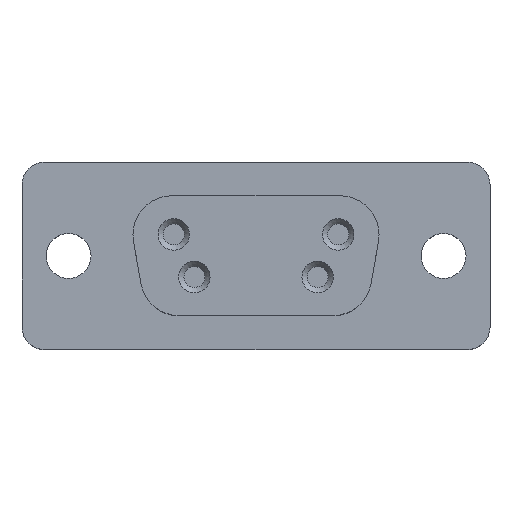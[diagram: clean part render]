
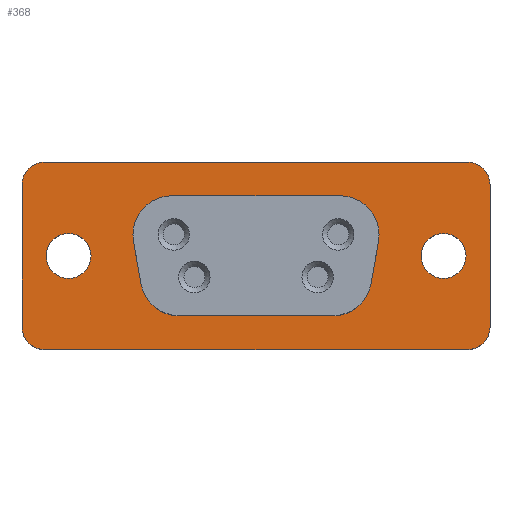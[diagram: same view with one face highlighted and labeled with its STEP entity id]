
A CAD part, top view. The second image highlights one B-rep face of the part: STEP entity #368.
In plain terms, the highlighted planar face has unit normal (0, 0, 1).
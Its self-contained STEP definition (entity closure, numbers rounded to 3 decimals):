
#232=LINE('',#1041,#264);
#237=LINE('',#1056,#269);
#241=LINE('',#1068,#273);
#245=LINE('',#1080,#277);
#252=LINE('',#1137,#284);
#256=LINE('',#1147,#288);
#259=LINE('',#1155,#291);
#262=LINE('',#1163,#294);
#264=VECTOR('',#868,1.);
#269=VECTOR('',#881,1.);
#273=VECTOR('',#893,1.);
#277=VECTOR('',#905,1.);
#284=VECTOR('',#968,1.);
#288=VECTOR('',#978,1.);
#291=VECTOR('',#987,1.);
#294=VECTOR('',#996,1.);
#325=FACE_BOUND('',#463,.T.);
#326=FACE_BOUND('',#464,.T.);
#327=FACE_BOUND('',#465,.T.);
#328=FACE_BOUND('',#466,.T.);
#368=ADVANCED_FACE('',(#325,#326,#327,#328),#389,.T.);
#389=PLANE('',#834);
#463=EDGE_LOOP('',(#575));
#464=EDGE_LOOP('',(#576));
#465=EDGE_LOOP('',(#577,#578,#579,#580,#581,#582,#583,#584));
#466=EDGE_LOOP('',(#585,#586,#587,#588,#589,#590,#591,#592));
#575=ORIENTED_EDGE('',*,*,#701,.F.);
#576=ORIENTED_EDGE('',*,*,#703,.F.);
#577=ORIENTED_EDGE('',*,*,#728,.F.);
#578=ORIENTED_EDGE('',*,*,#689,.F.);
#579=ORIENTED_EDGE('',*,*,#686,.F.);
#580=ORIENTED_EDGE('',*,*,#683,.F.);
#581=ORIENTED_EDGE('',*,*,#680,.F.);
#582=ORIENTED_EDGE('',*,*,#677,.F.);
#583=ORIENTED_EDGE('',*,*,#674,.F.);
#584=ORIENTED_EDGE('',*,*,#670,.F.);
#585=ORIENTED_EDGE('',*,*,#727,.F.);
#586=ORIENTED_EDGE('',*,*,#712,.F.);
#587=ORIENTED_EDGE('',*,*,#715,.F.);
#588=ORIENTED_EDGE('',*,*,#717,.F.);
#589=ORIENTED_EDGE('',*,*,#719,.F.);
#590=ORIENTED_EDGE('',*,*,#721,.F.);
#591=ORIENTED_EDGE('',*,*,#723,.F.);
#592=ORIENTED_EDGE('',*,*,#725,.F.);
#618=VERTEX_POINT('',#1042);
#619=VERTEX_POINT('',#1043);
#622=VERTEX_POINT('',#1051);
#624=VERTEX_POINT('',#1057);
#626=VERTEX_POINT('',#1063);
#628=VERTEX_POINT('',#1069);
#630=VERTEX_POINT('',#1075);
#632=VERTEX_POINT('',#1081);
#643=VERTEX_POINT('',#1113);
#645=VERTEX_POINT('',#1118);
#654=VERTEX_POINT('',#1138);
#655=VERTEX_POINT('',#1139);
#656=VERTEX_POINT('',#1144);
#657=VERTEX_POINT('',#1148);
#658=VERTEX_POINT('',#1152);
#659=VERTEX_POINT('',#1156);
#660=VERTEX_POINT('',#1160);
#661=VERTEX_POINT('',#1164);
#670=EDGE_CURVE('',#618,#619,#232,.T.);
#674=EDGE_CURVE('',#619,#622,#738,.T.);
#677=EDGE_CURVE('',#622,#624,#237,.T.);
#680=EDGE_CURVE('',#624,#626,#740,.T.);
#683=EDGE_CURVE('',#626,#628,#241,.T.);
#686=EDGE_CURVE('',#628,#630,#742,.T.);
#689=EDGE_CURVE('',#630,#632,#245,.T.);
#701=EDGE_CURVE('',#643,#643,#753,.T.);
#703=EDGE_CURVE('',#645,#645,#755,.T.);
#712=EDGE_CURVE('',#654,#655,#252,.T.);
#715=EDGE_CURVE('',#656,#654,#760,.T.);
#717=EDGE_CURVE('',#657,#656,#256,.T.);
#719=EDGE_CURVE('',#658,#657,#761,.T.);
#721=EDGE_CURVE('',#659,#658,#259,.T.);
#723=EDGE_CURVE('',#660,#659,#762,.T.);
#725=EDGE_CURVE('',#661,#660,#262,.T.);
#727=EDGE_CURVE('',#655,#661,#763,.T.);
#728=EDGE_CURVE('',#632,#618,#764,.T.);
#738=CIRCLE('',#782,2.6);
#740=CIRCLE('',#786,2.6);
#742=CIRCLE('',#790,2.6);
#753=CIRCLE('',#811,1.5);
#755=CIRCLE('',#814,1.5);
#760=CIRCLE('',#822,1.5);
#761=CIRCLE('',#825,1.5);
#762=CIRCLE('',#828,1.5);
#763=CIRCLE('',#831,1.5);
#764=CIRCLE('',#833,2.6);
#782=AXIS2_PLACEMENT_3D('',#1050,#874,#875);
#786=AXIS2_PLACEMENT_3D('',#1062,#886,#887);
#790=AXIS2_PLACEMENT_3D('',#1074,#898,#899);
#811=AXIS2_PLACEMENT_3D('',#1112,#944,#945);
#814=AXIS2_PLACEMENT_3D('',#1117,#950,#951);
#822=AXIS2_PLACEMENT_3D('',#1143,#973,#974);
#825=AXIS2_PLACEMENT_3D('',#1151,#982,#983);
#828=AXIS2_PLACEMENT_3D('',#1159,#991,#992);
#831=AXIS2_PLACEMENT_3D('',#1167,#1000,#1001);
#833=AXIS2_PLACEMENT_3D('',#1169,#1004,#1005);
#834=AXIS2_PLACEMENT_3D('',#1170,#1006,#1007);
#868=DIRECTION('',(0.174,-0.985,0.));
#874=DIRECTION('',(0.,0.,1.));
#875=DIRECTION('',(-0.985,-0.174,0.));
#881=DIRECTION('',(1.,0.,0.));
#886=DIRECTION('',(0.,0.,1.));
#887=DIRECTION('',(0.,-1.,0.));
#893=DIRECTION('',(0.174,0.985,0.));
#898=DIRECTION('',(0.,0.,1.));
#899=DIRECTION('',(0.985,-0.174,0.));
#905=DIRECTION('',(-1.,0.,0.));
#944=DIRECTION('',(0.,0.,1.));
#945=DIRECTION('',(1.,0.,0.));
#950=DIRECTION('',(0.,0.,1.));
#951=DIRECTION('',(1.,0.,0.));
#968=DIRECTION('',(0.,-1.,0.));
#973=DIRECTION('',(0.,0.,-1.));
#974=DIRECTION('',(0.,1.,0.));
#978=DIRECTION('',(1.,0.,0.));
#982=DIRECTION('',(0.,0.,-1.));
#983=DIRECTION('',(-1.,0.,0.));
#987=DIRECTION('',(0.,1.,0.));
#991=DIRECTION('',(0.,0.,-1.));
#992=DIRECTION('',(0.,-1.,0.));
#996=DIRECTION('',(-1.,0.,0.));
#1000=DIRECTION('',(0.,0.,-1.));
#1001=DIRECTION('',(1.,0.,0.));
#1004=DIRECTION('',(0.,0.,1.));
#1005=DIRECTION('',(0.,1.,0.));
#1006=DIRECTION('',(0.,0.,1.));
#1007=DIRECTION('',(1.,0.,0.));
#1041=CARTESIAN_POINT('',(-8.166,0.949,0.));
#1042=CARTESIAN_POINT('',(-8.166,0.949,0.));
#1043=CARTESIAN_POINT('',(-7.672,-1.851,0.));
#1050=CARTESIAN_POINT('',(-5.111,-1.4,0.));
#1051=CARTESIAN_POINT('',(-5.111,-4.,0.));
#1056=CARTESIAN_POINT('',(-5.111,-4.,0.));
#1057=CARTESIAN_POINT('',(5.111,-4.,0.));
#1062=CARTESIAN_POINT('',(5.111,-1.4,0.));
#1063=CARTESIAN_POINT('',(7.672,-1.851,0.));
#1068=CARTESIAN_POINT('',(7.672,-1.851,0.));
#1069=CARTESIAN_POINT('',(8.166,0.949,0.));
#1074=CARTESIAN_POINT('',(5.605,1.4,0.));
#1075=CARTESIAN_POINT('',(5.605,4.,0.));
#1080=CARTESIAN_POINT('',(5.605,4.,0.));
#1081=CARTESIAN_POINT('',(-5.605,4.,0.));
#1112=CARTESIAN_POINT('',(12.5,0.,0.));
#1113=CARTESIAN_POINT('',(14.,0.,0.));
#1117=CARTESIAN_POINT('',(-12.5,0.,0.));
#1118=CARTESIAN_POINT('',(-11.,0.,0.));
#1137=CARTESIAN_POINT('',(15.6,4.75,0.));
#1138=CARTESIAN_POINT('',(15.6,4.75,0.));
#1139=CARTESIAN_POINT('',(15.6,-4.75,0.));
#1143=CARTESIAN_POINT('',(14.1,4.75,0.));
#1144=CARTESIAN_POINT('',(14.1,6.25,0.));
#1147=CARTESIAN_POINT('',(-14.1,6.25,0.));
#1148=CARTESIAN_POINT('',(-14.1,6.25,0.));
#1151=CARTESIAN_POINT('',(-14.1,4.75,0.));
#1152=CARTESIAN_POINT('',(-15.6,4.75,0.));
#1155=CARTESIAN_POINT('',(-15.6,-4.75,0.));
#1156=CARTESIAN_POINT('',(-15.6,-4.75,0.));
#1159=CARTESIAN_POINT('',(-14.1,-4.75,0.));
#1160=CARTESIAN_POINT('',(-14.1,-6.25,0.));
#1163=CARTESIAN_POINT('',(14.1,-6.25,0.));
#1164=CARTESIAN_POINT('',(14.1,-6.25,0.));
#1167=CARTESIAN_POINT('',(14.1,-4.75,0.));
#1169=CARTESIAN_POINT('',(-5.605,1.4,0.));
#1170=CARTESIAN_POINT('',(-17.16,-6.875,0.));
